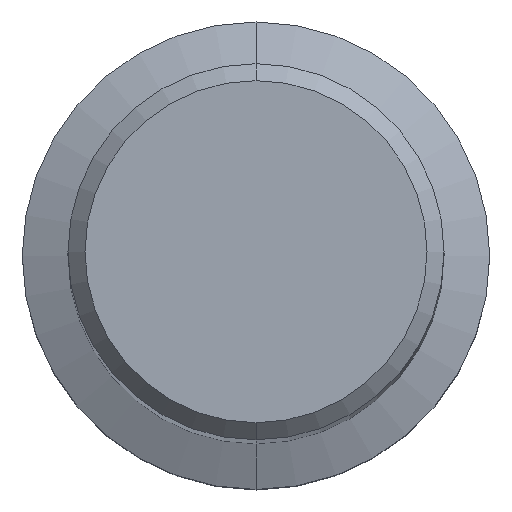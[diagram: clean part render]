
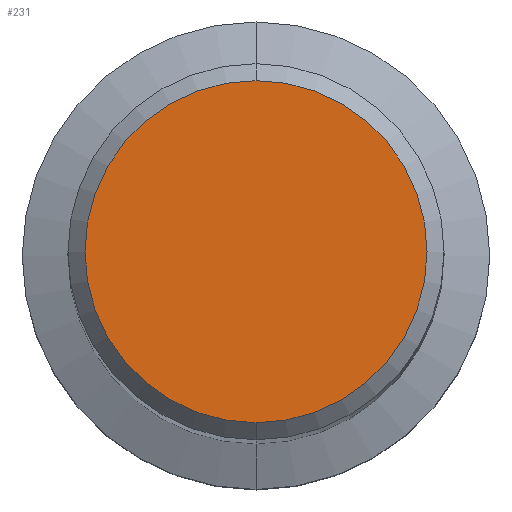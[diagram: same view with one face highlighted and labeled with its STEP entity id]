
A CAD part, top view. The second image highlights one B-rep face of the part: STEP entity #231.
In plain terms, the highlighted planar face has unit normal (0, 0, 1).
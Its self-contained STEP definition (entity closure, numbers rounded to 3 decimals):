
#231=ADVANCED_FACE('',(#588),#589,.T.);
#237=EDGE_CURVE('',#411,#417,#595,.T.);
#319=EDGE_CURVE('',#417,#411,#693,.T.);
#411=VERTEX_POINT('',#794);
#417=VERTEX_POINT('',#800);
#588=FACE_OUTER_BOUND('',#1020,.T.);
#589=PLANE('',#1021);
#595=CIRCLE('',#1030,8.05);
#693=CIRCLE('',#1216,8.05);
#794=CARTESIAN_POINT('',(0.,-8.05,0.0));
#800=CARTESIAN_POINT('',(0.0,8.05,0.0));
#1020=EDGE_LOOP('',(#1741,#1742));
#1021=AXIS2_PLACEMENT_3D('',#1743,#1744,#1745);
#1030=AXIS2_PLACEMENT_3D('',#1747,#1748,#1749);
#1216=AXIS2_PLACEMENT_3D('',#1900,#1901,#1902);
#1741=ORIENTED_EDGE('',*,*,#319,.F.);
#1742=ORIENTED_EDGE('',*,*,#237,.F.);
#1743=CARTESIAN_POINT('',(0.0,4.025,0.0));
#1744=DIRECTION('',(-0.0,0.0,1.0));
#1745=DIRECTION('',(0.0,-1.0,0.0));
#1747=CARTESIAN_POINT('',(0.0,0.0,0.0));
#1748=DIRECTION('',(0.0,0.0,-1.0));
#1749=DIRECTION('',(0.0,1.0,0.0));
#1900=CARTESIAN_POINT('',(0.0,0.0,0.0));
#1901=DIRECTION('',(0.0,0.0,-1.0));
#1902=DIRECTION('',(0.0,1.0,0.0));
